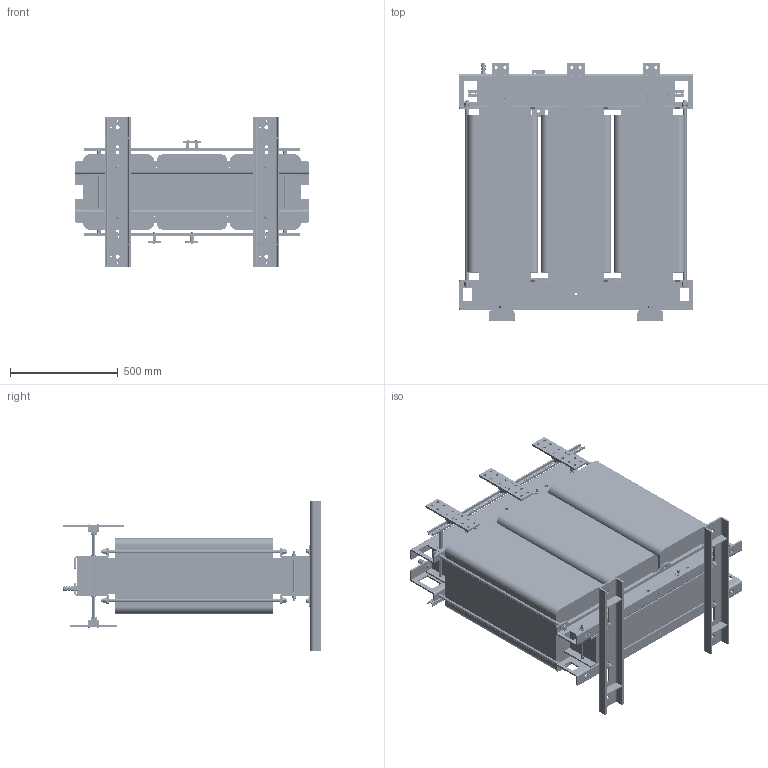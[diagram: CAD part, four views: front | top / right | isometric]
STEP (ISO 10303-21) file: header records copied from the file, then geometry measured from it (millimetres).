
FILE_DESCRIPTION(/* description */ (''),/* implementation_level */ '2;1');
FILE_NAME(/* name */ 'AUTX630.stp',/* time_stamp */ '2023-12-22T10:48:27+01:00',/* author */ ('ops'),/* organization */ (''),/* preprocessor_version */ 'ST-DEVELOPER v16.13',/* originating_system */ 'Autodesk Inventor 2018',/* authorisation */ '');
FILE_SCHEMA (('AUTOMOTIVE_DESIGN { 1 0 10303 214 3 1 1 }'));
Products named in the file (1): AUTX630
Bounding box: 1083 x 1197.6 x 700 mm (x, y, z)
Volume: 307154262.3 mm3; surface area: 11940162.7 mm2
Topology: 213 solids, 213 shells, 3246 faces, 7386 edges, 4670 vertices
Faces by surface type: plane 1516, cylinder 1152, cone 346, sphere 128, torus 104
Full cylindrical faces by diameter (mm): 3.5 x4, 4.134 x30, 5 x54, 5.3 x4, 6 x20, 6.4 x20, 6.88 x24, 7 x16, 8 x2, 8.376 x16, 10 x24, 10.106 x7, 10.5 x20, 11.053 x1, 12 x33, 13 x61, 13.835 x8, 14 x6, 14.63 x4, 16 x12, 16.63 x4, 17 x72, 17.2 x1, 18 x4, 20 x12, 24 x11, 30 x16, 37 x8
Entity records: 91271 total; most frequent: CARTESIAN_POINT 16767, DIRECTION 15278, ORIENTED_EDGE 13330, EDGE_CURVE 6665, AXIS2_PLACEMENT_3D 6102, EDGE_LOOP 4774, VERTEX_POINT 4599, FACE_OUTER_BOUND 3246
